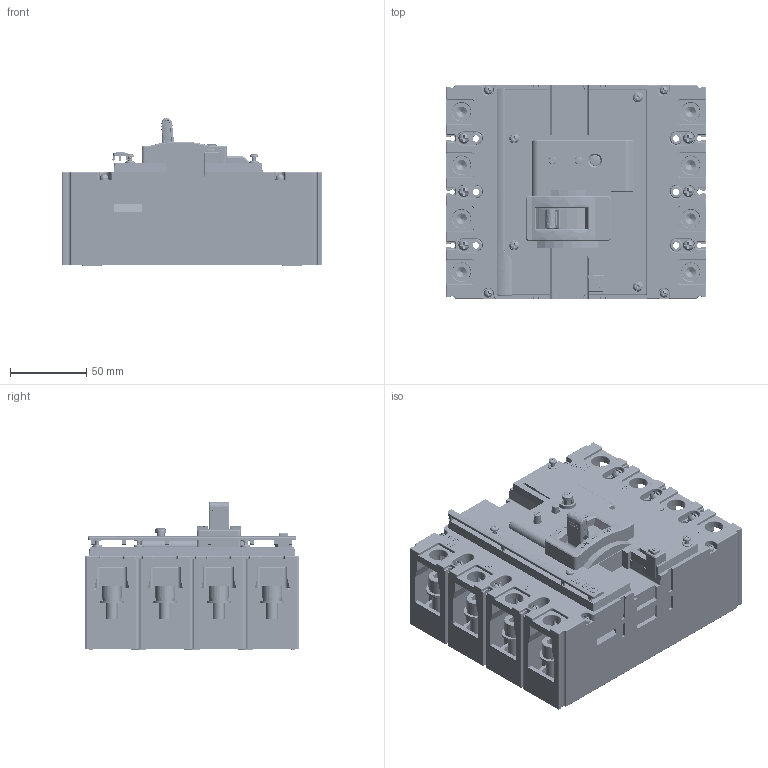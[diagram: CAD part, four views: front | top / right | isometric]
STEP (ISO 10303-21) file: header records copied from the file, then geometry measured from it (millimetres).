
FILE_DESCRIPTION(/* description */ (''),/* implementation_level */ '2;1');
FILE_NAME(/* name */ 'NXMLE-320(250)S 4P.stp',/* time_stamp */ '2017-05-08T18:56:10+08:00',/* author */ (''),/* organization */ (''),/* preprocessor_version */ 'ST-DEVELOPER v11',/* originating_system */ 'SIEMENS PLM Software NX 7.5',/* authorisation */ '');
FILE_SCHEMA (('CONFIG_CONTROL_DESIGN'));
Products named in the file (1): 2ZTD.259.250
Bounding box: 170 x 140 x 96.96 mm (x, y, z)
Volume: 1101121 mm3; surface area: 332221.6 mm2
Topology: 71 solids, 77 shells, 5203 faces, 13630 edges, 8572 vertices
Faces by surface type: plane 3049, cylinder 1357, sphere 210, torus 180, cone 158, extrusion 154, bspline 95
Full cylindrical faces by diameter (mm): 1.2 x1, 1.8 x1, 2 x2, 2.458 x4, 2.675 x4, 3 x13, 3.5 x8, 3.8 x4, 4 x43, 4.2 x6, 4.3 x8, 4.5 x6, 4.91 x6, 5 x16, 5.35 x4, 5.4 x4, 5.8 x2, 6 x4, 6.41 x12, 6.5 x4, 7 x28, 7.2 x1, 7.5 x4, 8 x17, 8.1 x8, 8.5 x6, 9 x9, 10 x4, 11.5 x1, 12 x8
Entity records: 178472 total; most frequent: CARTESIAN_POINT 53818, ORIENTED_EDGE 25766, DIRECTION 25264, EDGE_CURVE 12883, AXIS2_PLACEMENT_3D 8443, VERTEX_POINT 8401, VECTOR 8378, LINE 8224
